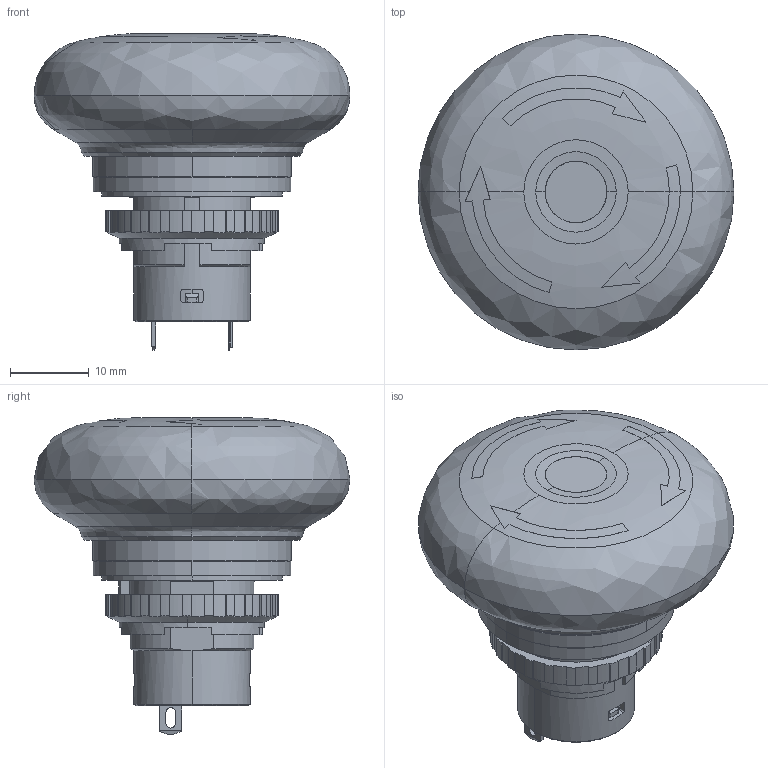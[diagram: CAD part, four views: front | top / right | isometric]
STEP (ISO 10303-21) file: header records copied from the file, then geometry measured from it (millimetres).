
FILE_DESCRIPTION (( 'STEP AP203' ), '1' );
FILE_NAME ('10-AB6E-4BV01PRM.STEP', '2021-03-10T00:54:59', ( '' ), ( '' ), 'SwSTEP 2.0', 'SolidWorks 2019', '' );
FILE_SCHEMA (( 'CONFIG_CONTROL_DESIGN' ));
Length unit declared in the file: millimetre
Products named in the file (4): A6-HANDLE-BV4-RM_蹬怮椔; XA-LOCK-NUT_蹬怮椔; 10-AB6E-4BV01PRM; A6-BODY-V-Y_1C_蹬怮椔
Assembly tree (3 placements, depth 2):
  10-AB6E-4BV01PRM
    A6-BODY-V-Y_1C_蹬怮椔
    A6-HANDLE-BV4-RM_蹬怮椔
    XA-LOCK-NUT_蹬怮椔
Bounding box: 40 x 40 x 40.1 mm (x, y, z)
Volume: 24860.3 mm3; surface area: 7287.3 mm2
Topology: 3 solids, 3 shells, 317 faces, 869 edges, 568 vertices
Faces by surface type: plane 148, cylinder 123, cone 24, bspline 22
Entity records: 11353 total; most frequent: CARTESIAN_POINT 2994, ORIENTED_EDGE 1738, DIRECTION 1629, EDGE_CURVE 869, AXIS2_PLACEMENT_3D 607, VERTEX_POINT 568, LINE 415, VECTOR 415
